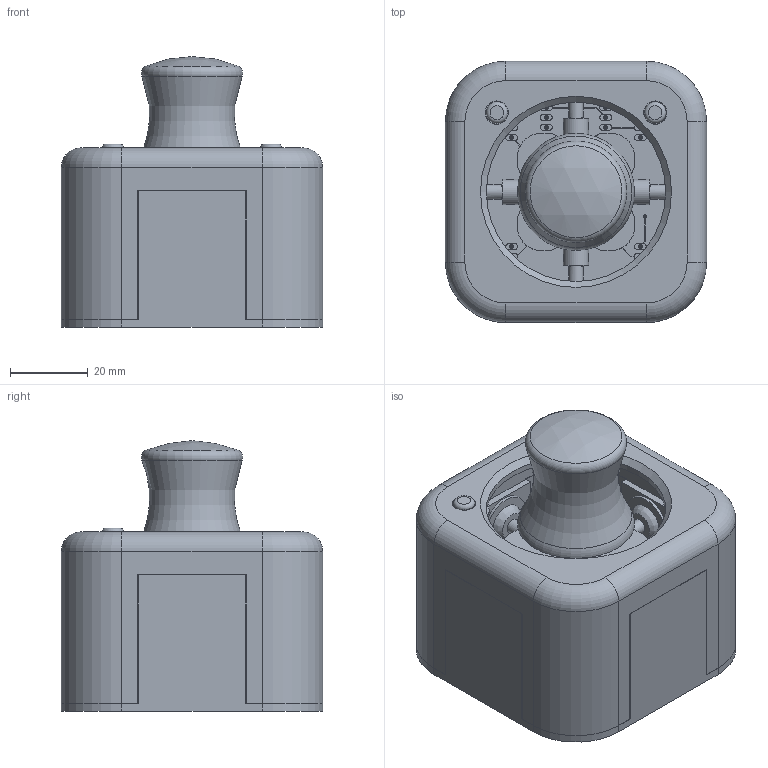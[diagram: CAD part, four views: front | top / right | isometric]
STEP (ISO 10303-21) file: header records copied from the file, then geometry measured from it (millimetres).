
FILE_DESCRIPTION(/* description */ (''),/* implementation_level */ '2;1');
FILE_NAME(/* name */ 'SpacemouseFULL.step',/* time_stamp */ '2026-02-02T13:03:55+01:00',/* author */ (''),/* organization */ (''),/* preprocessor_version */ 'ST-DEVELOPER v20.1',/* originating_system */ 'Autodesk Translation Framework v14.24.0.0',/* authorisation */ '');
FILE_SCHEMA (('AUTOMOTIVE_DESIGN { 1 0 10303 214 3 1 1 }'));
Products named in the file (15): Spacemouse Rev3; Gimball; Joysitck; BallJoint; Knob; Spacemouse pcb design; Board; Packages; 1X02; 1X12; 1-copper; 16-copper; 1-soldermask; 16-soldermask; Arduino_pro_micro
Assembly tree (24 placements, depth 4):
  Spacemouse Rev3
    Gimball
      Joysitck  x4
      BallJoint  x4
    Knob
    Spacemouse pcb design
      Board
      Packages
        1X02  x4
        1X12  x2
      1-copper
      16-copper
      1-soldermask
      16-soldermask
    Arduino_pro_micro
Bounding box: 67 x 67 x 69.41 mm (x, y, z)
Volume: 94813.9 mm3; surface area: 77489.1 mm2
Topology: 220 solids, 220 shells, 3285 faces, 7948 edges, 5196 vertices
Faces by surface type: plane 2343, cylinder 883, cone 21, bspline 20, torus 13, sphere 5
Full cylindrical faces by diameter (mm): 0.28 x3, 0.35 x4, 0.946 x184, 1.016 x128, 1.3 x8, 1.75 x8, 2 x20, 2.5 x16, 3 x8, 3.5 x2, 3.75 x4, 4 x4, 4.5 x5, 5.4 x8, 5.5 x2, 6 x2, 6.25 x5, 6.5 x4, 6.7 x1, 14.3 x4, 46 x1
Entity records: 81341 total; most frequent: CARTESIAN_POINT 14381, DIRECTION 13707, ORIENTED_EDGE 13052, EDGE_CURVE 6526, LINE 4687, VECTOR 4687, AXIS2_PLACEMENT_3D 4510, VERTEX_POINT 4298
